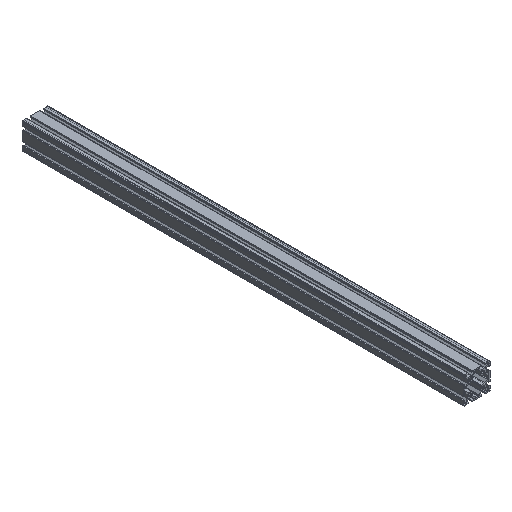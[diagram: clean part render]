
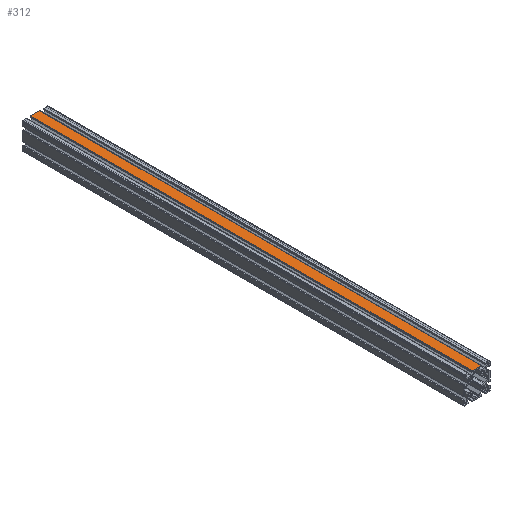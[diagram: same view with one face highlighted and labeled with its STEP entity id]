
A CAD part, isometric view. The second image highlights one B-rep face of the part: STEP entity #312.
In plain terms, the highlighted planar face has unit normal (0, 0, 1).
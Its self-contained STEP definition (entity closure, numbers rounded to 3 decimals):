
#312=ADVANCED_FACE('',(#756),#757,.F.);
#756=FACE_OUTER_BOUND('',#1306,.T.);
#757=PLANE('',#1307);
#1306=EDGE_LOOP('',(#3153,#3154,#3155,#3156));
#1307=AXIS2_PLACEMENT_3D('',#3157,#3158,#3159);
#3153=ORIENTED_EDGE('',*,*,#4571,.F.);
#3154=ORIENTED_EDGE('',*,*,#4588,.F.);
#3155=ORIENTED_EDGE('',*,*,#4056,.F.);
#3156=ORIENTED_EDGE('',*,*,#4587,.T.);
#3157=CARTESIAN_POINT('',(0.,3500.0,30.0));
#3158=DIRECTION('',(0.,0.,-1.0));
#3159=DIRECTION('',(-1.0,0.,0.));
#4056=EDGE_CURVE('',#5001,#5003,#5004,.T.);
#4571=EDGE_CURVE('',#5882,#5884,#5885,.T.);
#4587=EDGE_CURVE('',#5001,#5884,#5907,.T.);
#4588=EDGE_CURVE('',#5003,#5882,#5908,.T.);
#5001=VERTEX_POINT('',#6424);
#5003=VERTEX_POINT('',#6427);
#5004=LINE('',#6428,#6429);
#5882=VERTEX_POINT('',#7735);
#5884=VERTEX_POINT('',#7738);
#5885=LINE('',#7739,#7740);
#5907=LINE('',#7776,#7777);
#5908=LINE('',#7778,#7779);
#6424=CARTESIAN_POINT('',(-10.5,1000.0,30.0));
#6427=CARTESIAN_POINT('',(10.5,1000.0,30.0));
#6428=CARTESIAN_POINT('',(0.,1000.0,30.0));
#6429=VECTOR('',#8244,1.0);
#7735=CARTESIAN_POINT('',(10.5,0.0,30.0));
#7738=CARTESIAN_POINT('',(-10.5,0.0,30.0));
#7739=CARTESIAN_POINT('',(0.,0.0,30.0));
#7740=VECTOR('',#8929,1.0);
#7776=CARTESIAN_POINT('',(-10.5,3500.0,30.0));
#7777=VECTOR('',#8947,1.0);
#7778=CARTESIAN_POINT('',(10.5,3500.0,30.0));
#7779=VECTOR('',#8948,1.0);
#8244=DIRECTION('',(1.0,0.,0.));
#8929=DIRECTION('',(-1.0,0.,0.));
#8947=DIRECTION('',(0.,-1.0,0.0));
#8948=DIRECTION('',(0.,-1.0,0.0));
